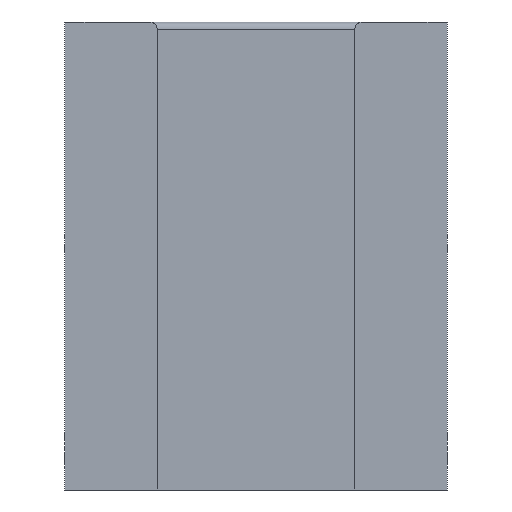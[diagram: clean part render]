
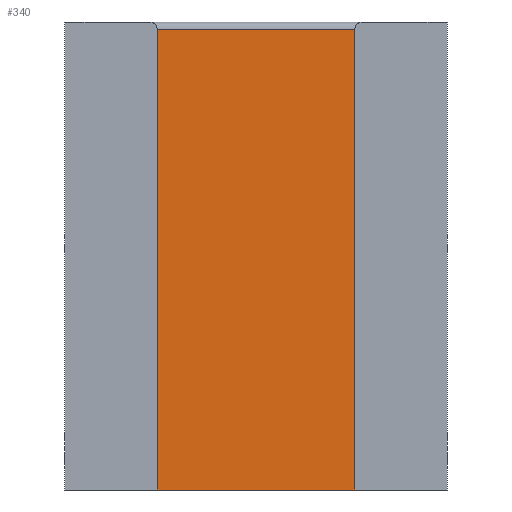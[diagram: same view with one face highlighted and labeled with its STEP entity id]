
A CAD part, front view. The second image highlights one B-rep face of the part: STEP entity #340.
In plain terms, the highlighted planar face has unit normal (0, -1, 0).
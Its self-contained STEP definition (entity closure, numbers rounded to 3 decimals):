
#50 = CARTESIAN_POINT ( 'NONE',  ( -18.675, 5.425, -59.339 ) ) ;
#68 = FACE_OUTER_BOUND ( 'NONE', #1506, .T. ) ;
#129 = EDGE_CURVE ( 'NONE', #448, #1629, #1583, .T. ) ;
#153 = CARTESIAN_POINT ( 'NONE',  ( -18.675, 5.425, 29. ) ) ;
#184 = EDGE_CURVE ( 'NONE', #319, #1320, #277, .T. ) ;
#200 = ORIENTED_EDGE ( 'NONE', *, *, #184, .F. ) ;
#250 = CARTESIAN_POINT ( 'NONE',  ( 12.675, 5.425, -20. ) ) ;
#252 = LINE ( 'NONE', #1310, #274 ) ;
#253 = VECTOR ( 'NONE', #918, 1000. ) ;
#268 = EDGE_CURVE ( 'NONE', #997, #1486, #1622, .T. ) ;
#269 = LINE ( 'NONE', #419, #413 ) ;
#270 = DIRECTION ( 'NONE',  ( -1., 0., 0. ) ) ;
#273 = ORIENTED_EDGE ( 'NONE', *, *, #268, .F. ) ;
#274 = VECTOR ( 'NONE', #1588, 1000. ) ;
#277 = LINE ( 'NONE', #1337, #1095 ) ;
#296 = DIRECTION ( 'NONE',  ( 0., 0., -1. ) ) ;
#315 = ORIENTED_EDGE ( 'NONE', *, *, #514, .T. ) ;
#319 = VERTEX_POINT ( 'NONE', #965 ) ;
#321 = ORIENTED_EDGE ( 'NONE', *, *, #1304, .F. ) ;
#340 = ADVANCED_FACE ( 'NONE', ( #68 ), #451, .F. ) ;
#391 = LINE ( 'NONE', #639, #253 ) ;
#413 = VECTOR ( 'NONE', #1590, 1000. ) ;
#414 = VECTOR ( 'NONE', #1437, 1000. ) ;
#419 = CARTESIAN_POINT ( 'NONE',  ( -18.675, 5.425, -20. ) ) ;
#448 = VERTEX_POINT ( 'NONE', #615 ) ;
#451 = PLANE ( 'NONE',  #793 ) ;
#459 = VERTEX_POINT ( 'NONE', #1148 ) ;
#500 = DIRECTION ( 'NONE',  ( 0., 0., 1. ) ) ;
#511 = CARTESIAN_POINT ( 'NONE',  ( 12.675, 5.425, -30. ) ) ;
#514 = EDGE_CURVE ( 'NONE', #459, #1486, #1160, .T. ) ;
#521 = VECTOR ( 'NONE', #500, 1000. ) ;
#571 = ORIENTED_EDGE ( 'NONE', *, *, #1432, .T. ) ;
#592 = DIRECTION ( 'NONE',  ( 0., 1., 0. ) ) ;
#615 = CARTESIAN_POINT ( 'NONE',  ( 18.675, 5.425, 29. ) ) ;
#626 = VECTOR ( 'NONE', #1436, 1000. ) ;
#639 = CARTESIAN_POINT ( 'NONE',  ( 18.675, 5.425, -59.339 ) ) ;
#651 = VECTOR ( 'NONE', #296, 1000. ) ;
#677 = EDGE_CURVE ( 'NONE', #1050, #997, #269, .T. ) ;
#780 = CARTESIAN_POINT ( 'NONE',  ( -18.675, 5.425, -20. ) ) ;
#793 = AXIS2_PLACEMENT_3D ( 'NONE', #50, #592, #1605 ) ;
#899 = CARTESIAN_POINT ( 'NONE',  ( -18.675, 5.425, -59.339 ) ) ;
#918 = DIRECTION ( 'NONE',  ( 0., 0., 1. ) ) ;
#945 = CARTESIAN_POINT ( 'NONE',  ( 12.675, 5.425, 30. ) ) ;
#952 = EDGE_CURVE ( 'NONE', #1050, #448, #391, .T. ) ;
#958 = CARTESIAN_POINT ( 'NONE',  ( 18.675, 5.425, -20. ) ) ;
#965 = CARTESIAN_POINT ( 'NONE',  ( -12.675, 5.425, -20. ) ) ;
#997 = VERTEX_POINT ( 'NONE', #250 ) ;
#1016 = CARTESIAN_POINT ( 'NONE',  ( -18.675, 5.425, 29. ) ) ;
#1050 = VERTEX_POINT ( 'NONE', #958 ) ;
#1095 = VECTOR ( 'NONE', #270, 1000. ) ;
#1137 = ORIENTED_EDGE ( 'NONE', *, *, #677, .F. ) ;
#1148 = CARTESIAN_POINT ( 'NONE',  ( -12.675, 5.425, -30. ) ) ;
#1160 = LINE ( 'NONE', #1564, #626 ) ;
#1304 = EDGE_CURVE ( 'NONE', #1320, #1629, #1575, .T. ) ;
#1310 = CARTESIAN_POINT ( 'NONE',  ( -12.675, 5.425, 30. ) ) ;
#1320 = VERTEX_POINT ( 'NONE', #780 ) ;
#1337 = CARTESIAN_POINT ( 'NONE',  ( -18.675, 5.425, -20. ) ) ;
#1386 = ORIENTED_EDGE ( 'NONE', *, *, #952, .T. ) ;
#1414 = ORIENTED_EDGE ( 'NONE', *, *, #129, .T. ) ;
#1432 = EDGE_CURVE ( 'NONE', #319, #459, #252, .T. ) ;
#1436 = DIRECTION ( 'NONE',  ( 1., 0., 0. ) ) ;
#1437 = DIRECTION ( 'NONE',  ( -1., 0., 0. ) ) ;
#1486 = VERTEX_POINT ( 'NONE', #511 ) ;
#1506 = EDGE_LOOP ( 'NONE', ( #1386, #1414, #321, #200, #571, #315, #273, #1137 ) ) ;
#1564 = CARTESIAN_POINT ( 'NONE',  ( 12.675, 5.425, -30. ) ) ;
#1575 = LINE ( 'NONE', #899, #521 ) ;
#1583 = LINE ( 'NONE', #153, #414 ) ;
#1588 = DIRECTION ( 'NONE',  ( 0., 0., -1. ) ) ;
#1590 = DIRECTION ( 'NONE',  ( -1., 0., 0. ) ) ;
#1605 = DIRECTION ( 'NONE',  ( -1., 0., 0. ) ) ;
#1622 = LINE ( 'NONE', #945, #651 ) ;
#1629 = VERTEX_POINT ( 'NONE', #1016 ) ;
